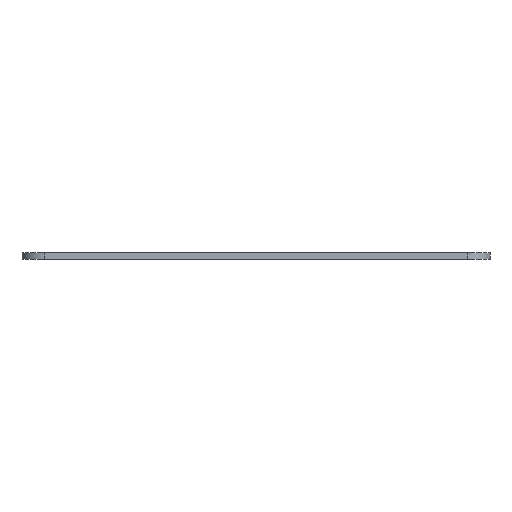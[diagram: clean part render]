
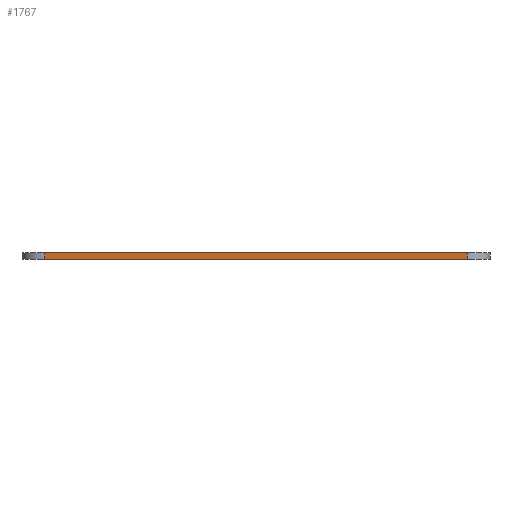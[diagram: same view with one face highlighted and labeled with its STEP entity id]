
A CAD part, front view. The second image highlights one B-rep face of the part: STEP entity #1767.
In plain terms, the highlighted planar face has unit normal (0, -1, 0).
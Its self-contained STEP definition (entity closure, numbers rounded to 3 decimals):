
#55=PLANE('',#1970);
#119=FACE_OUTER_BOUND('',#236,.T.);
#236=EDGE_LOOP('',(#1449,#1450,#1451,#1452));
#403=LINE('',#2616,#570);
#467=LINE('',#2864,#634);
#500=LINE('',#2988,#667);
#501=LINE('',#2990,#668);
#570=VECTOR('',#2065,10.);
#634=VECTOR('',#2301,10.);
#667=VECTOR('',#2400,10.);
#668=VECTOR('',#2403,10.);
#739=VERTEX_POINT('',#2613);
#740=VERTEX_POINT('',#2615);
#837=VERTEX_POINT('',#2861);
#838=VERTEX_POINT('',#2863);
#915=EDGE_CURVE('',#739,#740,#403,.T.);
#1039=EDGE_CURVE('',#837,#838,#467,.T.);
#1102=EDGE_CURVE('',#838,#739,#500,.T.);
#1103=EDGE_CURVE('',#740,#837,#501,.T.);
#1449=ORIENTED_EDGE('',*,*,#1102,.F.);
#1450=ORIENTED_EDGE('',*,*,#1039,.F.);
#1451=ORIENTED_EDGE('',*,*,#1103,.F.);
#1452=ORIENTED_EDGE('',*,*,#915,.F.);
#1767=ADVANCED_FACE('',(#119),#55,.T.);
#1970=AXIS2_PLACEMENT_3D('',#2989,#2401,#2402);
#2065=DIRECTION('',(1.,0.,0.));
#2301=DIRECTION('',(-1.,0.,0.));
#2400=DIRECTION('',(0.,0.,1.));
#2401=DIRECTION('center_axis',(0.,-1.,0.));
#2402=DIRECTION('ref_axis',(1.,0.,0.));
#2403=DIRECTION('',(0.,0.,-1.));
#2613=CARTESIAN_POINT('',(-6.79,-68.34,1.5));
#2615=CARTESIAN_POINT('',(85.21,-68.34,1.5));
#2616=CARTESIAN_POINT('',(90.21,-68.34,1.5));
#2861=CARTESIAN_POINT('',(85.21,-68.34,0.));
#2863=CARTESIAN_POINT('',(-6.79,-68.34,0.));
#2864=CARTESIAN_POINT('',(90.21,-68.34,0.));
#2988=CARTESIAN_POINT('',(-6.79,-68.34,0.));
#2989=CARTESIAN_POINT('Origin',(-11.79,-68.34,0.));
#2990=CARTESIAN_POINT('',(85.21,-68.34,0.));
